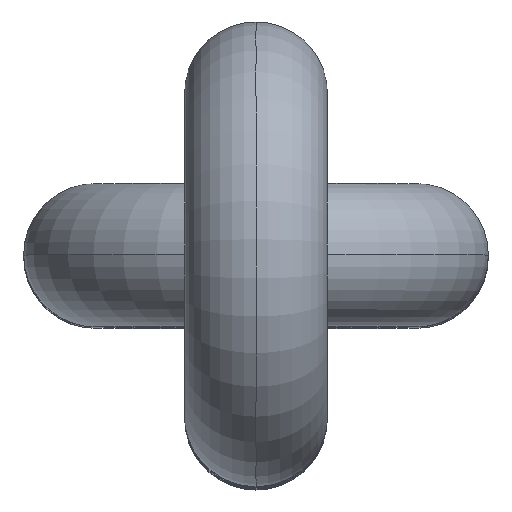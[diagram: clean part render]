
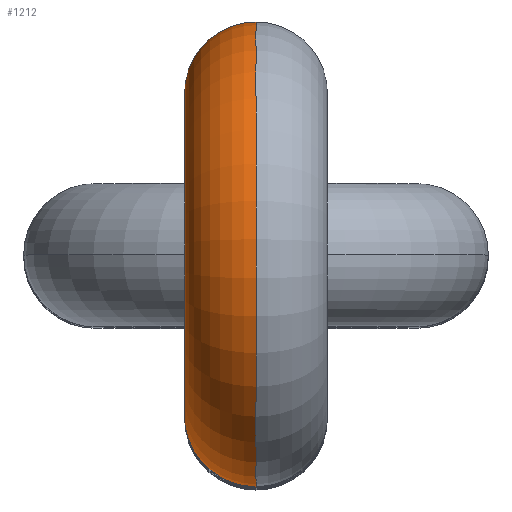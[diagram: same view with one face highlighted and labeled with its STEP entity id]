
A CAD part, top view. The second image highlights one B-rep face of the part: STEP entity #1212.
In plain terms, the highlighted toroidal (fillet/blend) face has major radius 4.675 mm and minor radius 2.075 mm.
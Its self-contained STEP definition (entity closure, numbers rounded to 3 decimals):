
#1073=CARTESIAN_POINT('',(0.,4.675,54.8));
#1074=DIRECTION('',(0.,0.,1.));
#1075=DIRECTION('',(0.,1.,0.));
#1076=AXIS2_PLACEMENT_3D('',#1073,#1074,#1075);
#1086=CARTESIAN_POINT('',(0.,-4.675,54.8));
#1087=DIRECTION('',(0.,0.,-1.));
#1088=DIRECTION('',(0.,-1.,0.));
#1089=AXIS2_PLACEMENT_3D('',#1086,#1087,#1088);
#1091=CARTESIAN_POINT('',(0.,-2.6,54.8));
#1092=CARTESIAN_POINT('',(0.,-2.6,55.009));
#1093=CARTESIAN_POINT('',(0.,-2.549,
55.428));
#1094=CARTESIAN_POINT('',(0.,-2.325,
56.02));
#1095=CARTESIAN_POINT('',(0.,-1.965,
56.541));
#1096=CARTESIAN_POINT('',(0.,-1.491,
56.961));
#1097=CARTESIAN_POINT('',(0.,-0.931,
57.255));
#1098=CARTESIAN_POINT('',(0.,-0.316,
57.406));
#1099=CARTESIAN_POINT('',(0.,0.316,
57.406));
#1100=CARTESIAN_POINT('',(0.,0.931,
57.255));
#1101=CARTESIAN_POINT('',(0.,1.491,
56.961));
#1102=CARTESIAN_POINT('',(0.,1.965,
56.541));
#1103=CARTESIAN_POINT('',(0.,2.325,
56.02));
#1104=CARTESIAN_POINT('',(0.,2.549,
55.428));
#1105=CARTESIAN_POINT('',(0.,2.6,55.009));
#1106=CARTESIAN_POINT('',(0.,2.6,54.8));
#1108=CARTESIAN_POINT('',(0.,6.75,54.8));
#1109=CARTESIAN_POINT('',(0.,6.75,55.216));
#1110=CARTESIAN_POINT('',(0.,6.673,
56.047));
#1111=CARTESIAN_POINT('',(0.,6.33,
57.252));
#1112=CARTESIAN_POINT('',(0.,5.772,
58.374));
#1113=CARTESIAN_POINT('',(0.,5.017,59.373));
#1114=CARTESIAN_POINT('',(0.,4.091,60.217));
#1115=CARTESIAN_POINT('',(0.,3.026,60.877));
#1116=CARTESIAN_POINT('',(0.,1.858,61.329));
#1117=CARTESIAN_POINT('',(0.,0.626,61.56));
#1118=CARTESIAN_POINT('',(0.,-0.626,61.56));
#1119=CARTESIAN_POINT('',(0.,-1.858,61.329));
#1120=CARTESIAN_POINT('',(0.,-3.026,60.877));
#1121=CARTESIAN_POINT('',(0.,-4.091,60.217));
#1122=CARTESIAN_POINT('',(0.,-5.017,59.373));
#1123=CARTESIAN_POINT('',(0.,-5.772,
58.374));
#1124=CARTESIAN_POINT('',(0.,-6.33,
57.252));
#1125=CARTESIAN_POINT('',(0.,-6.673,
56.047));
#1126=CARTESIAN_POINT('',(0.,-6.75,55.216));
#1127=CARTESIAN_POINT('',(0.,-6.75,54.8));
#1161=CARTESIAN_POINT('',(0.,2.6,54.8));
#1162=VERTEX_POINT('',#1161);
#1163=CARTESIAN_POINT('',(0.,6.75,54.8));
#1164=VERTEX_POINT('',#1163);
#1165=VERTEX_POINT('',#1091);
#1166=VERTEX_POINT('',#1127);
#1198=CARTESIAN_POINT('',(0.,0.,54.8));
#1199=DIRECTION('',(-1.,0.,0.));
#1200=DIRECTION('',(0.,1.,0.));
#1201=AXIS2_PLACEMENT_3D('',#1198,#1199,#1200);
#1202=TOROIDAL_SURFACE('',#1201,4.675,2.075);
#1204=ORIENTED_EDGE('',*,*,#1203,.T.);
#1206=ORIENTED_EDGE('',*,*,#1205,.T.);
#1207=ORIENTED_EDGE('',*,*,#1188,.F.);
#1209=ORIENTED_EDGE('',*,*,#1208,.T.);
#1210=EDGE_LOOP('',(#1204,#1206,#1207,#1209));
#1211=FACE_OUTER_BOUND('',#1210,.F.);
#1212=ADVANCED_FACE('',(#1211),#1202,.T.);
#1077=CIRCLE('',#1076,2.075);
#1090=CIRCLE('',#1089,2.075);
#1107=B_SPLINE_CURVE_WITH_KNOTS('',3,(#1091,#1092,#1093,#1094,#1095,#1096,#1097,
#1098,#1099,#1100,#1101,#1102,#1103,#1104,#1105,#1106),.UNSPECIFIED.,.F.,.F.,(4,
1,1,1,1,1,1,1,1,1,1,1,1,4),(0.,0.077,0.154,
0.231,0.308,0.385,0.462,
0.538,0.615,0.692,0.769,
0.846,0.923,1.),.UNSPECIFIED.);
#1128=B_SPLINE_CURVE_WITH_KNOTS('',3,(#1108,#1109,#1110,#1111,#1112,#1113,#1114,
#1115,#1116,#1117,#1118,#1119,#1120,#1121,#1122,#1123,#1124,#1125,#1126,#1127),
.UNSPECIFIED.,.F.,.F.,(4,1,1,1,1,1,1,1,1,1,1,1,1,1,1,1,1,4),(0.,
0.059,0.118,0.176,0.235,
0.294,0.353,0.412,0.471,
0.529,0.588,0.647,0.706,
0.765,0.824,0.882,0.941,1.),
.UNSPECIFIED.);
#1188=EDGE_CURVE('',#1164,#1162,#1077,.T.);
#1203=EDGE_CURVE('',#1166,#1165,#1090,.T.);
#1205=EDGE_CURVE('',#1165,#1162,#1107,.T.);
#1208=EDGE_CURVE('',#1164,#1166,#1128,.T.);
